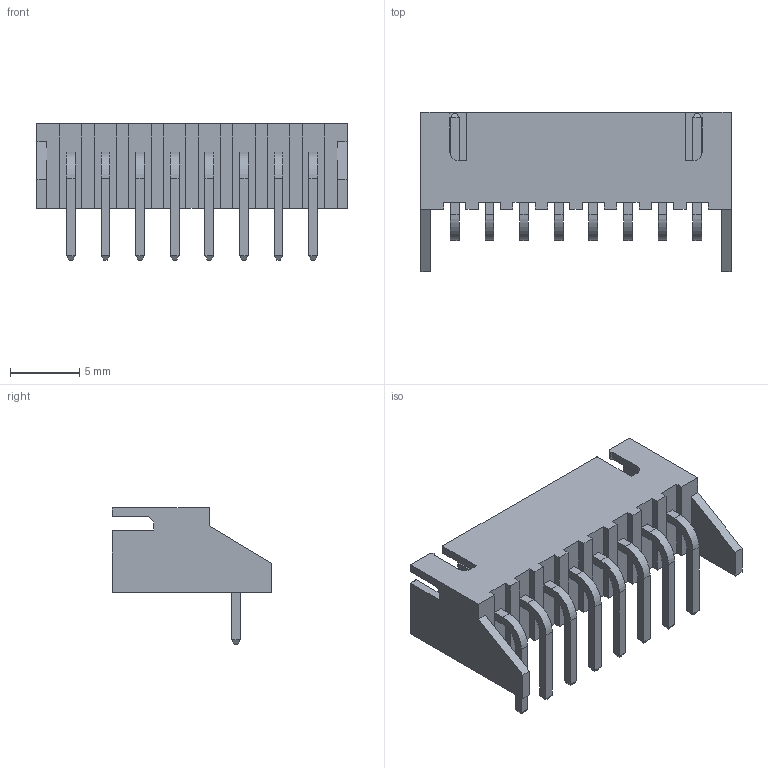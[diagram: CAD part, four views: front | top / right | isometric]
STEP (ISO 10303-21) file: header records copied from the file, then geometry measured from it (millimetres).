
FILE_DESCRIPTION(('FreeCAD Model'),'2;1');
FILE_NAME('Open CASCADE Shape Model','2024-06-13T21:50:29',(''),(''), 'Open CASCADE STEP processor 7.7','FreeCAD','Unknown');
FILE_SCHEMA(('AUTOMOTIVE_DESIGN { 1 0 10303 214 1 1 1 1 }'));
Length unit declared in the file: millimetre
Products named in the file (4): Part; Body; Array; Leg
Assembly tree (10 placements, depth 3):
  Part
    Body
    Array
      Leg  x8
Bounding box: 22.4 x 11.5 x 9.83 mm (x, y, z)
Volume: 406.8 mm3; surface area: 1388.8 mm2
Topology: 9 solids, 9 shells, 256 faces, 650 edges, 412 vertices
Faces by surface type: plane 228, cylinder 28
Entity records: 4331 total; most frequent: CARTESIAN_POINT 755, ORIENTED_EDGE 740, DIRECTION 680, EDGE_CURVE 370, LINE 342, VECTOR 342, VERTEX_POINT 244, AXIS2_PLACEMENT_3D 169
